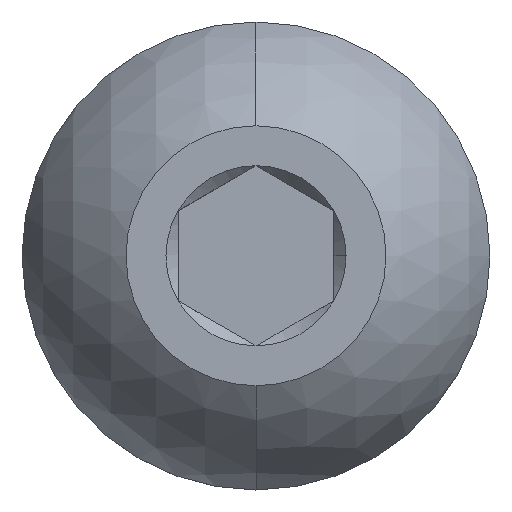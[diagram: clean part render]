
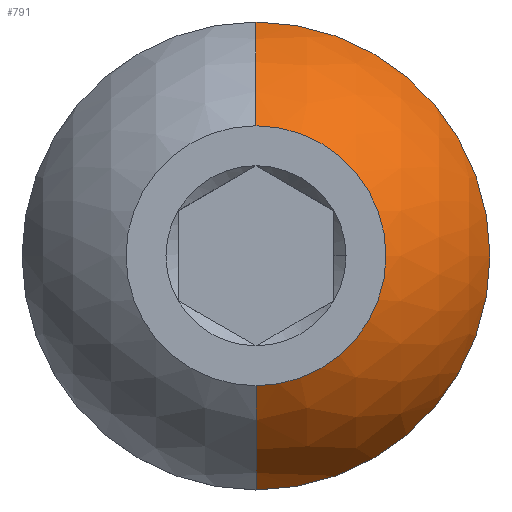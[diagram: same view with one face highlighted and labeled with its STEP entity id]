
A CAD part, top view. The second image highlights one B-rep face of the part: STEP entity #791.
In plain terms, the highlighted spherical face has radius 2.367 mm.
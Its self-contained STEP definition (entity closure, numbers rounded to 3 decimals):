
#83 = VERTEX_POINT ( 'NONE', #3916 ) ;
#159 = DIRECTION ( 'NONE',  ( 0., 0., 1. ) ) ;
#185 = DIRECTION ( 'NONE',  ( 1., 0., 0. ) ) ;
#254 = DIRECTION ( 'NONE',  ( 1., 0., 0. ) ) ;
#678 = AXIS2_PLACEMENT_3D ( 'NONE', #3704, #7005, #2550 ) ;
#791 = ADVANCED_FACE ( 'NONE', ( #3540 ), #5959, .T. ) ;
#941 = CARTESIAN_POINT ( 'NONE',  ( 0., 2.25, -1.275 ) ) ;
#1110 = AXIS2_PLACEMENT_3D ( 'NONE', #6734, #4562, #4592 ) ;
#1267 = CARTESIAN_POINT ( 'NONE',  ( 0., 0., 0. ) ) ;
#1277 = DIRECTION ( 'NONE',  ( 1., 0., 0. ) ) ;
#1312 = CIRCLE ( 'NONE', #1512, 2.25 ) ;
#1348 = AXIS2_PLACEMENT_3D ( 'NONE', #1267, #2913, #185 ) ;
#1350 = CARTESIAN_POINT ( 'NONE',  ( 0., 0., -1.275 ) ) ;
#1417 = CIRCLE ( 'NONE', #1110, 2.367 ) ;
#1512 = AXIS2_PLACEMENT_3D ( 'NONE', #5719, #159, #254 ) ;
#1909 = DIRECTION ( 'NONE',  ( 0., 0., 1. ) ) ;
#2550 = DIRECTION ( 'NONE',  ( 0., 1., 0. ) ) ;
#2630 = AXIS2_PLACEMENT_3D ( 'NONE', #2817, #5051, #6664 ) ;
#2817 = CARTESIAN_POINT ( 'NONE',  ( 0., 0., -2.01 ) ) ;
#2830 = ORIENTED_EDGE ( 'NONE', *, *, #6927, .F. ) ;
#2913 = DIRECTION ( 'NONE',  ( 0., 0., 1. ) ) ;
#3038 = VERTEX_POINT ( 'NONE', #4591 ) ;
#3309 = CARTESIAN_POINT ( 'NONE',  ( 0., -1.25, 0. ) ) ;
#3540 = FACE_OUTER_BOUND ( 'NONE', #6977, .T. ) ;
#3704 = CARTESIAN_POINT ( 'NONE',  ( 0., 0., -2.01 ) ) ;
#3775 = ORIENTED_EDGE ( 'NONE', *, *, #4818, .T. ) ;
#3916 = CARTESIAN_POINT ( 'NONE',  ( 2.25, 0., -1.275 ) ) ;
#3938 = ORIENTED_EDGE ( 'NONE', *, *, #5898, .T. ) ;
#4035 = CIRCLE ( 'NONE', #1348, 1.25 ) ;
#4377 = ORIENTED_EDGE ( 'NONE', *, *, #6448, .F. ) ;
#4391 = VERTEX_POINT ( 'NONE', #941 ) ;
#4562 = DIRECTION ( 'NONE',  ( -1., 0., 0. ) ) ;
#4591 = CARTESIAN_POINT ( 'NONE',  ( 0., 1.25, 0. ) ) ;
#4592 = DIRECTION ( 'NONE',  ( 0., -1., 0. ) ) ;
#4642 = VERTEX_POINT ( 'NONE', #3309 ) ;
#4818 = EDGE_CURVE ( 'NONE', #5080, #83, #1312, .T. ) ;
#4861 = CARTESIAN_POINT ( 'NONE',  ( 0., -2.25, -1.275 ) ) ;
#5051 = DIRECTION ( 'NONE',  ( 1., 0., 0. ) ) ;
#5080 = VERTEX_POINT ( 'NONE', #4861 ) ;
#5495 = ORIENTED_EDGE ( 'NONE', *, *, #5590, .T. ) ;
#5590 = EDGE_CURVE ( 'NONE', #4391, #3038, #6373, .T. ) ;
#5719 = CARTESIAN_POINT ( 'NONE',  ( 0., 0., -1.275 ) ) ;
#5898 = EDGE_CURVE ( 'NONE', #83, #4391, #6891, .T. ) ;
#5959 = SPHERICAL_SURFACE ( 'NONE', #2630, 2.367 ) ;
#6079 = AXIS2_PLACEMENT_3D ( 'NONE', #1350, #1909, #1277 ) ;
#6373 = CIRCLE ( 'NONE', #678, 2.367 ) ;
#6448 = EDGE_CURVE ( 'NONE', #4642, #3038, #4035, .T. ) ;
#6664 = DIRECTION ( 'NONE',  ( 0., -1., 0. ) ) ;
#6734 = CARTESIAN_POINT ( 'NONE',  ( 0., 0., -2.01 ) ) ;
#6891 = CIRCLE ( 'NONE', #6079, 2.25 ) ;
#6927 = EDGE_CURVE ( 'NONE', #5080, #4642, #1417, .T. ) ;
#6977 = EDGE_LOOP ( 'NONE', ( #3775, #3938, #5495, #4377, #2830 ) ) ;
#7005 = DIRECTION ( 'NONE',  ( 1., 0., 0. ) ) ;
